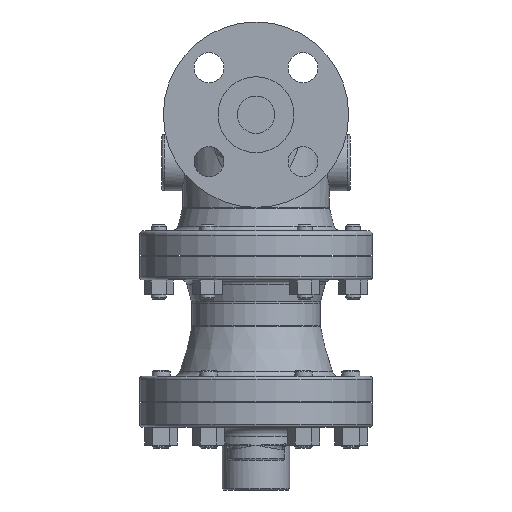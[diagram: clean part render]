
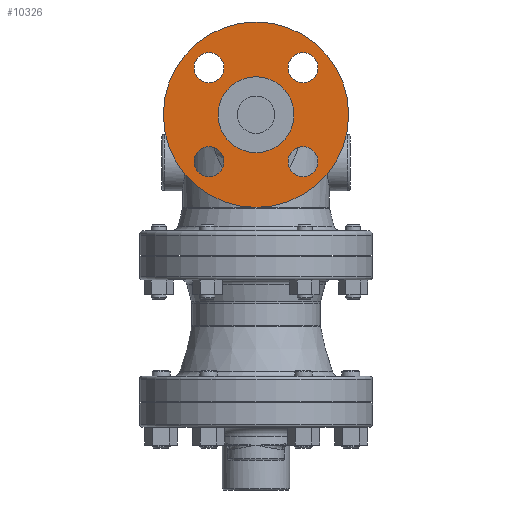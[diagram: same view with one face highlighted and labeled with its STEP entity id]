
A CAD part, left-side view. The second image highlights one B-rep face of the part: STEP entity #10326.
In plain terms, the highlighted planar face has unit normal (-1, 0, 0).
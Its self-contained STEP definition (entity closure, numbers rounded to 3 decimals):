
#278=CARTESIAN_POINT('',(-153.4,0.,130.));
#279=VERTEX_POINT('',#278);
#280=CARTESIAN_POINT('',(-153.4,0.0,192.));
#281=DIRECTION('',(1.0,0.0,0.0));
#282=DIRECTION('',(0.0,-1.0,0.0));
#283=AXIS2_PLACEMENT_3D('',#280,#281,#282);
#284=CIRCLE('',#283,62.0);
#285=EDGE_CURVE('',#279,#279,#284,.T.);
#10203=CARTESIAN_POINT('',(-153.4,-21.431,223.431));
#10204=VERTEX_POINT('',#10203);
#10205=CARTESIAN_POINT('',(-153.4,-31.431,223.431));
#10206=DIRECTION('',(1.0,0.0,0.0));
#10207=DIRECTION('',(0.0,1.0,0.0));
#10208=AXIS2_PLACEMENT_3D('',#10205,#10206,#10207);
#10209=CIRCLE('',#10208,10.0);
#10210=EDGE_CURVE('',#10204,#10204,#10209,.T.);
#10223=CARTESIAN_POINT('',(-153.4,-31.431,170.569));
#10224=VERTEX_POINT('',#10223);
#10225=CARTESIAN_POINT('',(-153.4,-31.431,160.569));
#10226=DIRECTION('',(1.0,0.0,0.0));
#10227=DIRECTION('',(0.0,0.0,1.0));
#10228=AXIS2_PLACEMENT_3D('',#10225,#10226,#10227);
#10229=CIRCLE('',#10228,10.0);
#10230=EDGE_CURVE('',#10224,#10224,#10229,.T.);
#10243=CARTESIAN_POINT('',(-153.4,21.431,160.569));
#10244=VERTEX_POINT('',#10243);
#10245=CARTESIAN_POINT('',(-153.4,31.431,160.569));
#10246=DIRECTION('',(1.0,0.0,0.0));
#10247=DIRECTION('',(0.0,-1.0,0.0));
#10248=AXIS2_PLACEMENT_3D('',#10245,#10246,#10247);
#10249=CIRCLE('',#10248,10.0);
#10250=EDGE_CURVE('',#10244,#10244,#10249,.T.);
#10263=CARTESIAN_POINT('',(-153.4,31.431,213.431));
#10264=VERTEX_POINT('',#10263);
#10265=CARTESIAN_POINT('',(-153.4,31.431,223.431));
#10266=DIRECTION('',(1.0,0.0,0.0));
#10267=DIRECTION('',(0.0,0.0,-1.0));
#10268=AXIS2_PLACEMENT_3D('',#10265,#10266,#10267);
#10269=CIRCLE('',#10268,10.0);
#10270=EDGE_CURVE('',#10264,#10264,#10269,.T.);
#10280=CARTESIAN_POINT('',(-153.4,0.,166.6));
#10281=VERTEX_POINT('',#10280);
#10282=CARTESIAN_POINT('',(-153.4,0.0,192.));
#10283=DIRECTION('',(1.0,0.0,0.0));
#10284=DIRECTION('',(0.0,0.0,1.0));
#10285=AXIS2_PLACEMENT_3D('',#10282,#10283,#10284);
#10286=CIRCLE('',#10285,25.4);
#10287=EDGE_CURVE('',#10281,#10281,#10286,.T.);
#10303=CARTESIAN_POINT('',(-153.4,0.0,192.));
#10304=DIRECTION('',(-1.0,0.0,0.0));
#10305=DIRECTION('',(0.0,0.0,1.0));
#10306=AXIS2_PLACEMENT_3D('',#10303,#10304,#10305);
#10307=PLANE('',#10306);
#10308=ORIENTED_EDGE('',*,*,#285,.F.);
#10309=EDGE_LOOP('',(#10308));
#10310=FACE_OUTER_BOUND('',#10309,.T.);
#10311=ORIENTED_EDGE('',*,*,#10210,.T.);
#10312=EDGE_LOOP('',(#10311));
#10313=FACE_BOUND('',#10312,.T.);
#10314=ORIENTED_EDGE('',*,*,#10230,.T.);
#10315=EDGE_LOOP('',(#10314));
#10316=FACE_BOUND('',#10315,.T.);
#10317=ORIENTED_EDGE('',*,*,#10250,.T.);
#10318=EDGE_LOOP('',(#10317));
#10319=FACE_BOUND('',#10318,.T.);
#10320=ORIENTED_EDGE('',*,*,#10270,.T.);
#10321=EDGE_LOOP('',(#10320));
#10322=FACE_BOUND('',#10321,.T.);
#10323=ORIENTED_EDGE('',*,*,#10287,.T.);
#10324=EDGE_LOOP('',(#10323));
#10325=FACE_BOUND('',#10324,.T.);
#10326=ADVANCED_FACE('',(#10310,#10313,#10316,#10319,#10322,#10325),#10307,.T.);
